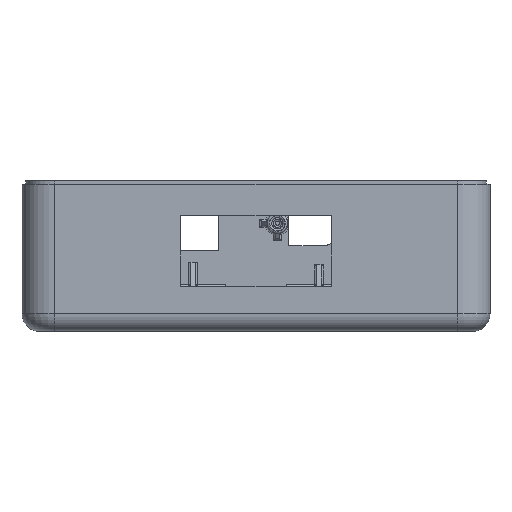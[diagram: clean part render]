
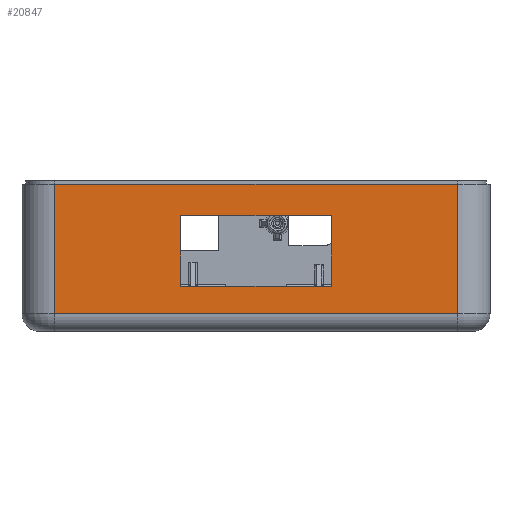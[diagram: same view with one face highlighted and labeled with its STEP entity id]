
A CAD part, left-side view. The second image highlights one B-rep face of the part: STEP entity #20847.
In plain terms, the highlighted planar face has unit normal (-1, 0, 0).
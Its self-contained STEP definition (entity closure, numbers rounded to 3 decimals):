
#1383=LINE('',#34367,#2902);
#1398=LINE('',#34408,#2917);
#1603=LINE('',#35163,#3122);
#1604=LINE('',#35165,#3123);
#1605=LINE('',#35167,#3124);
#1606=LINE('',#35168,#3125);
#1607=LINE('',#35170,#3126);
#1608=LINE('',#35172,#3127);
#2902=VECTOR('',#27331,1000.);
#2917=VECTOR('',#27372,1000.);
#3122=VECTOR('',#28057,1000.);
#3123=VECTOR('',#28058,1000.);
#3124=VECTOR('',#28059,1000.);
#3125=VECTOR('',#28060,1000.);
#3126=VECTOR('',#28061,1000.);
#3127=VECTOR('',#28062,1000.);
#7984=ORIENTED_EDGE('',*,*,#12206,.T.);
#7985=ORIENTED_EDGE('',*,*,#12207,.F.);
#7986=ORIENTED_EDGE('',*,*,#12208,.F.);
#7987=ORIENTED_EDGE('',*,*,#11830,.T.);
#7988=ORIENTED_EDGE('',*,*,#11850,.F.);
#7989=ORIENTED_EDGE('',*,*,#12209,.F.);
#7990=ORIENTED_EDGE('',*,*,#12210,.F.);
#7991=ORIENTED_EDGE('',*,*,#12211,.F.);
#11830=EDGE_CURVE('',#14332,#14333,#1383,.T.);
#11850=EDGE_CURVE('',#14347,#14348,#1398,.T.);
#12206=EDGE_CURVE('',#14333,#14581,#1603,.F.);
#12207=EDGE_CURVE('',#14582,#14581,#1604,.T.);
#12208=EDGE_CURVE('',#14332,#14582,#1605,.T.);
#12209=EDGE_CURVE('',#14583,#14347,#1606,.T.);
#12210=EDGE_CURVE('',#14584,#14583,#1607,.T.);
#12211=EDGE_CURVE('',#14348,#14584,#1608,.T.);
#14332=VERTEX_POINT('',#34363);
#14333=VERTEX_POINT('',#34366);
#14347=VERTEX_POINT('',#34409);
#14348=VERTEX_POINT('',#34410);
#14581=VERTEX_POINT('',#35164);
#14582=VERTEX_POINT('',#35166);
#14583=VERTEX_POINT('',#35169);
#14584=VERTEX_POINT('',#35171);
#17148=EDGE_LOOP('',(#7984,#7985,#7986,#7987));
#17149=EDGE_LOOP('',(#7988,#7989,#7990,#7991));
#18845=FACE_BOUND('',#17148,.T.);
#18846=FACE_BOUND('',#17149,.T.);
#19812=PLANE('',#22974);
#20847=ADVANCED_FACE('',(#18845,#18846),#19812,.T.);
#22974=AXIS2_PLACEMENT_3D('',#35162,#28055,#28056);
#27331=DIRECTION('',(0.,0.,-1.));
#27372=DIRECTION('',(0.,0.,-1.));
#28055=DIRECTION('',(-1.,0.,0.));
#28056=DIRECTION('',(0.,0.,1.));
#28057=DIRECTION('',(0.,1.,0.));
#28058=DIRECTION('',(0.,0.,-1.));
#28059=DIRECTION('',(0.,-1.,0.));
#28060=DIRECTION('',(0.,1.,0.));
#28061=DIRECTION('',(0.,0.,1.));
#28062=DIRECTION('',(0.,-1.,0.));
#34363=CARTESIAN_POINT('',(0.,88.5,29.25));
#34366=CARTESIAN_POINT('',(0.,88.5,3.5));
#34367=CARTESIAN_POINT('',(0.,88.5,35.));
#34408=CARTESIAN_POINT('',(0.,63.5,23.));
#34409=CARTESIAN_POINT('',(0.,63.5,23.));
#34410=CARTESIAN_POINT('',(0.,63.5,9.));
#35162=CARTESIAN_POINT('',(0.,8.5,35.));
#35163=CARTESIAN_POINT('',(0.,8.5,3.5));
#35164=CARTESIAN_POINT('',(0.,8.5,3.5));
#35165=CARTESIAN_POINT('',(0.,8.5,35.));
#35166=CARTESIAN_POINT('',(0.,8.5,29.25));
#35167=CARTESIAN_POINT('',(0.,8.5,29.25));
#35168=CARTESIAN_POINT('',(0.,33.5,23.));
#35169=CARTESIAN_POINT('',(0.,33.5,23.));
#35170=CARTESIAN_POINT('',(0.,33.5,9.));
#35171=CARTESIAN_POINT('',(0.,33.5,9.));
#35172=CARTESIAN_POINT('',(0.,63.5,9.));
